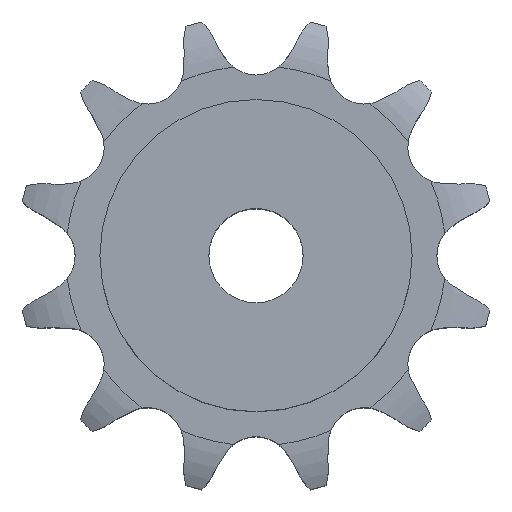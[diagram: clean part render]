
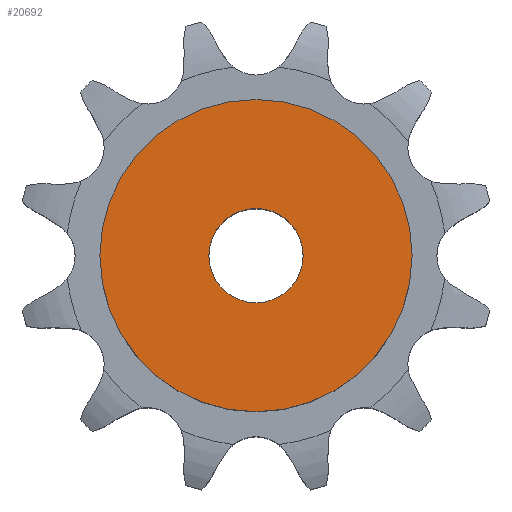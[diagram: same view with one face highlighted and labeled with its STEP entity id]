
A CAD part, top view. The second image highlights one B-rep face of the part: STEP entity #20692.
In plain terms, the highlighted planar face has unit normal (0, 0, 1).
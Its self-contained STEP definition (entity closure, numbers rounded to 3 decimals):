
#11145 = CYLINDRICAL_SURFACE('',#11146,8.);
#11146 = AXIS2_PLACEMENT_3D('',#11147,#11148,#11149);
#11147 = CARTESIAN_POINT('',(0.,0.,140.522));
#11148 = DIRECTION('',(0.,0.,1.));
#11149 = DIRECTION('',(1.,0.,0.));
#14165 = EDGE_CURVE('',#14166,#14166,#14168,.T.);
#14166 = VERTEX_POINT('',#14167);
#14167 = CARTESIAN_POINT('',(8.,0.,50.));
#14168 = SURFACE_CURVE('',#14169,(#14174,#14181),.PCURVE_S1.);
#14169 = CIRCLE('',#14170,8.);
#14170 = AXIS2_PLACEMENT_3D('',#14171,#14172,#14173);
#14171 = CARTESIAN_POINT('',(0.,0.,50.));
#14172 = DIRECTION('',(0.,0.,1.));
#14173 = DIRECTION('',(1.,0.,0.));
#14174 = PCURVE('',#11145,#14175);
#14175 = DEFINITIONAL_REPRESENTATION('',(#14176),#14180);
#14176 = LINE('',#14177,#14178);
#14177 = CARTESIAN_POINT('',(0.,-90.522));
#14178 = VECTOR('',#14179,1.);
#14179 = DIRECTION('',(1.,0.));
#14180 = ( GEOMETRIC_REPRESENTATION_CONTEXT(2) 
PARAMETRIC_REPRESENTATION_CONTEXT() REPRESENTATION_CONTEXT('2D SPACE',''
  ) );
#14181 = PCURVE('',#14182,#14187);
#14182 = PLANE('',#14183);
#14183 = AXIS2_PLACEMENT_3D('',#14184,#14185,#14186);
#14184 = CARTESIAN_POINT('',(0.,0.,50.)
  );
#14185 = DIRECTION('',(0.,0.,1.));
#14186 = DIRECTION('',(1.,0.,0.));
#14187 = DEFINITIONAL_REPRESENTATION('',(#14188),#14192);
#14188 = CIRCLE('',#14189,8.);
#14189 = AXIS2_PLACEMENT_2D('',#14190,#14191);
#14190 = CARTESIAN_POINT('',(0.,0.));
#14191 = DIRECTION('',(1.,0.));
#14192 = ( GEOMETRIC_REPRESENTATION_CONTEXT(2) 
PARAMETRIC_REPRESENTATION_CONTEXT() REPRESENTATION_CONTEXT('2D SPACE',''
  ) );
#20692 = ADVANCED_FACE('',(#20693,#20724),#14182,.T.);
#20693 = FACE_BOUND('',#20694,.T.);
#20694 = EDGE_LOOP('',(#20695));
#20695 = ORIENTED_EDGE('',*,*,#20696,.T.);
#20696 = EDGE_CURVE('',#20697,#20697,#20699,.T.);
#20697 = VERTEX_POINT('',#20698);
#20698 = CARTESIAN_POINT('',(26.5,0.,50.));
#20699 = SURFACE_CURVE('',#20700,(#20705,#20712),.PCURVE_S1.);
#20700 = CIRCLE('',#20701,26.5);
#20701 = AXIS2_PLACEMENT_3D('',#20702,#20703,#20704);
#20702 = CARTESIAN_POINT('',(0.,0.,50.));
#20703 = DIRECTION('',(0.,0.,1.));
#20704 = DIRECTION('',(1.,0.,0.));
#20705 = PCURVE('',#14182,#20706);
#20706 = DEFINITIONAL_REPRESENTATION('',(#20707),#20711);
#20707 = CIRCLE('',#20708,26.5);
#20708 = AXIS2_PLACEMENT_2D('',#20709,#20710);
#20709 = CARTESIAN_POINT('',(0.,0.));
#20710 = DIRECTION('',(1.,0.));
#20711 = ( GEOMETRIC_REPRESENTATION_CONTEXT(2) 
PARAMETRIC_REPRESENTATION_CONTEXT() REPRESENTATION_CONTEXT('2D SPACE',''
  ) );
#20712 = PCURVE('',#20713,#20718);
#20713 = CYLINDRICAL_SURFACE('',#20714,26.5);
#20714 = AXIS2_PLACEMENT_3D('',#20715,#20716,#20717);
#20715 = CARTESIAN_POINT('',(0.,0.,0.));
#20716 = DIRECTION('',(-0.,-0.,-1.));
#20717 = DIRECTION('',(1.,0.,0.));
#20718 = DEFINITIONAL_REPRESENTATION('',(#20719),#20723);
#20719 = LINE('',#20720,#20721);
#20720 = CARTESIAN_POINT('',(-0.,-50.));
#20721 = VECTOR('',#20722,1.);
#20722 = DIRECTION('',(-1.,0.));
#20723 = ( GEOMETRIC_REPRESENTATION_CONTEXT(2) 
PARAMETRIC_REPRESENTATION_CONTEXT() REPRESENTATION_CONTEXT('2D SPACE',''
  ) );
#20724 = FACE_BOUND('',#20725,.T.);
#20725 = EDGE_LOOP('',(#20726));
#20726 = ORIENTED_EDGE('',*,*,#14165,.F.);
